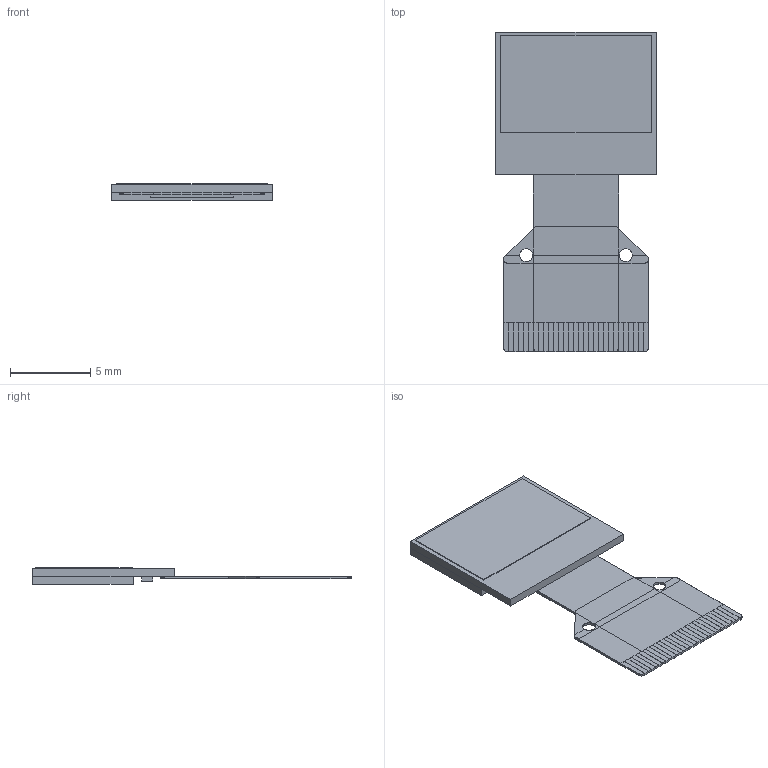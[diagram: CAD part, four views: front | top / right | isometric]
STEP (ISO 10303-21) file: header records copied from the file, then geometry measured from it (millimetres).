
FILE_DESCRIPTION(('FreeCAD Model'),'2;1');
FILE_NAME('Open CASCADE Shape Model','2024-06-20T09:31:10',( 'kicad StepUp'),('ksu MCAD'),'Open CASCADE STEP processor 7.6', 'FreeCAD','Unknown');
FILE_SCHEMA(('AUTOMOTIVE_DESIGN { 1 0 10303 214 1 1 1 1 }'));
Length unit declared in the file: millimetre
Products named in the file (1): Group017
Bounding box: 9.96 x 19.85 x 1.05 mm (x, y, z)
Volume: 92.1 mm3; surface area: 388.5 mm2
Topology: 1 solids, 1 shells, 341 faces, 885 edges, 544 vertices
Faces by surface type: plane 329, cylinder 12
Entity records: 12726 total; most frequent: CARTESIAN_POINT 1771, ORIENTED_EDGE 1770, DIRECTION 1585, EDGE_CURVE 885, LINE 869, VECTOR 869, VERTEX_POINT 544, AXIS2_PLACEMENT_3D 358
